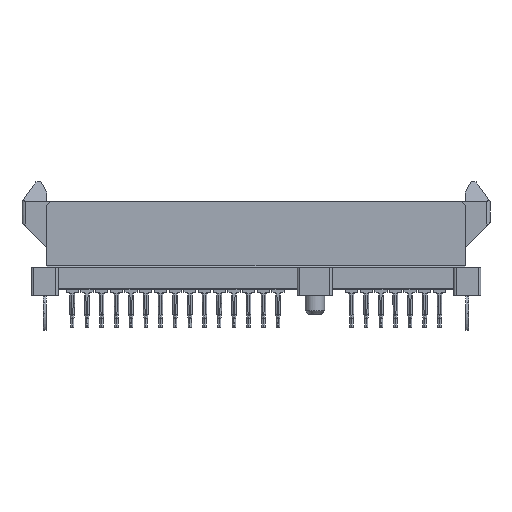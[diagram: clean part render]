
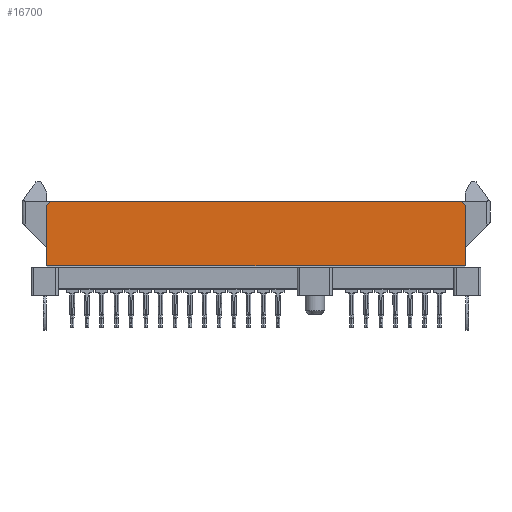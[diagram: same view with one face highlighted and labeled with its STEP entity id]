
A CAD part, top view. The second image highlights one B-rep face of the part: STEP entity #16700.
In plain terms, the highlighted planar face has unit normal (0, 0, 1).
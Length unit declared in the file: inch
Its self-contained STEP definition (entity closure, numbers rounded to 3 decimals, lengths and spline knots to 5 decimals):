
#357=DIRECTION('',(-1.,0.,0.));
#358=VECTOR('',#357,1.4248);
#359=CARTESIAN_POINT('',(0.7124,0.10236,
0.0689));
#360=LINE('8813',#359,#358);
#361=DIRECTION('',(0.,1.,0.));
#362=VECTOR('',#361,0.20472);
#363=CARTESIAN_POINT('',(-0.7124,0.10236,
0.0689));
#364=LINE('8814',#363,#362);
#365=DIRECTION('',(0.707,0.707,0.));
#366=VECTOR('',#365,0.01949);
#367=CARTESIAN_POINT('',(-0.7124,0.30709,
0.0689));
#368=LINE('8815',#367,#366);
#369=DIRECTION('',(1.,0.,0.));
#370=VECTOR('',#369,1.39724);
#371=CARTESIAN_POINT('',(-0.69862,0.32087,
0.0689));
#372=LINE('8816',#371,#370);
#373=DIRECTION('',(0.707,-0.707,0.));
#374=VECTOR('',#373,0.01949);
#375=CARTESIAN_POINT('',(0.69862,0.32087,
0.0689));
#376=LINE('8817',#375,#374);
#377=DIRECTION('',(0.,-1.,0.));
#378=VECTOR('',#377,0.20472);
#379=CARTESIAN_POINT('',(0.7124,0.30709,
0.0689));
#380=LINE('8818',#379,#378);
#13375=CARTESIAN_POINT('',(-0.7124,0.10236,
0.0689));
#13376=VERTEX_POINT('',#13375);
#13401=CARTESIAN_POINT('',(0.7124,0.10236,
0.0689));
#13402=VERTEX_POINT('',#13401);
#13403=CARTESIAN_POINT('',(-0.7124,0.30709,
0.0689));
#13404=VERTEX_POINT('',#13403);
#13405=CARTESIAN_POINT('',(-0.69862,0.32087,
0.0689));
#13406=VERTEX_POINT('',#13405);
#13407=CARTESIAN_POINT('',(0.69862,0.32087,
0.0689));
#13408=VERTEX_POINT('',#13407);
#13409=CARTESIAN_POINT('',(0.7124,0.30709,
0.0689));
#13410=VERTEX_POINT('',#13409);
#16685=CARTESIAN_POINT('',(0.,0.21161,0.0689));
#16686=DIRECTION('',(0.,0.,1.));
#16687=DIRECTION('',(1.,0.,0.));
#16688=AXIS2_PLACEMENT_3D('',#16685,#16686,#16687);
#16689=PLANE('11335',#16688);
#16690=ORIENTED_EDGE('8813',*,*,#16672,.T.);
#16691=ORIENTED_EDGE('8814',*,*,#16482,.T.);
#16693=ORIENTED_EDGE('8815',*,*,#16692,.T.);
#16694=ORIENTED_EDGE('8816',*,*,#16514,.T.);
#16696=ORIENTED_EDGE('8817',*,*,#16695,.T.);
#16697=ORIENTED_EDGE('8818',*,*,#16650,.T.);
#16698=EDGE_LOOP('11335',(#16690,#16691,#16693,#16694,#16696,#16697));
#16699=FACE_OUTER_BOUND('11335',#16698,.F.);
#16700=ADVANCED_FACE('11335',(#16699),#16689,.T.);
#16482=EDGE_CURVE('8814',#13376,#13404,#364,.T.);
#16514=EDGE_CURVE('8816',#13406,#13408,#372,.T.);
#16650=EDGE_CURVE('8818',#13410,#13402,#380,.T.);
#16672=EDGE_CURVE('8813',#13402,#13376,#360,.T.);
#16692=EDGE_CURVE('8815',#13404,#13406,#368,.T.);
#16695=EDGE_CURVE('8817',#13408,#13410,#376,.T.);
